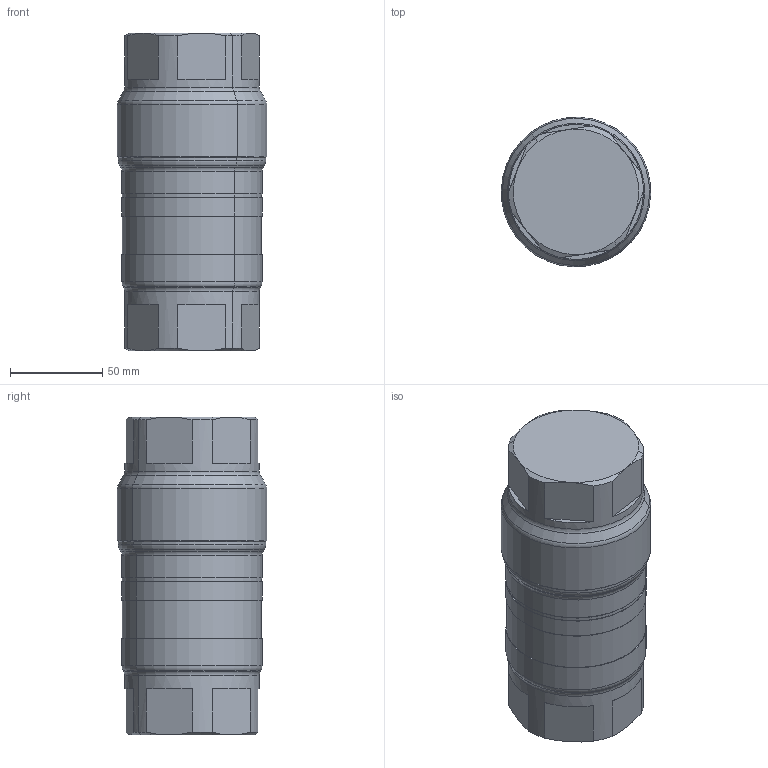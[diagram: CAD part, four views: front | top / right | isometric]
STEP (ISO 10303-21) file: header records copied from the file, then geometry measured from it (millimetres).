
FILE_DESCRIPTION(('CATIA V5 STEP Exchange'),'2;1');
FILE_NAME('STEP_127191_-_TST.stp','2019-10-15T14:53:29+00:00',('none'),('none'),'CATIA Version 5-6 Release 2016 SP4','CATIA V5 STEP AP203','none');
FILE_SCHEMA(('CONFIG_CONTROL_DESIGN'));
Length unit declared in the file: millimetre
Products named in the file (1): 127191 - TST
Bounding box: 80.91 x 80.91 x 172.1 mm (x, y, z)
Volume: 763925.7 mm3; surface area: 49657.6 mm2
Topology: 1 solids, 1 shells, 85 faces, 192 edges, 114 vertices
Faces by surface type: plane 31, cone 24, cylinder 18, torus 12
Entity records: 2220 total; most frequent: CARTESIAN_POINT 502, ORIENTED_EDGE 384, DIRECTION 262, EDGE_CURVE 192, AXIS2_PLACEMENT_3D 150, VERTEX_POINT 114, CIRCLE 102, EDGE_LOOP 90
